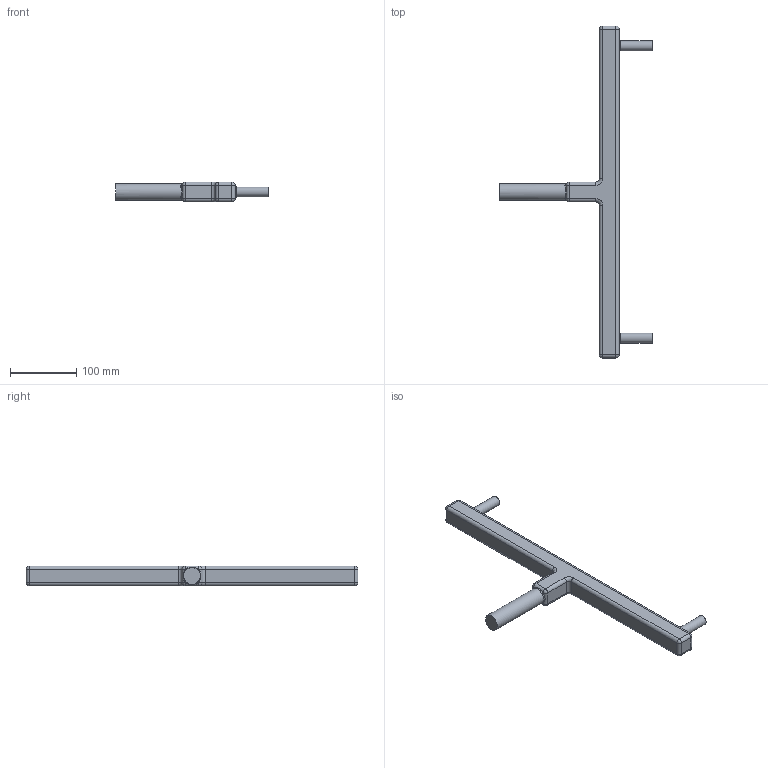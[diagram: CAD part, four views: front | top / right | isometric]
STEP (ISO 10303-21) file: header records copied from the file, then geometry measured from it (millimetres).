
FILE_DESCRIPTION(/* description */ ('STEP AP242','CAx-IF Rec.Pracs.---Representation and Presentation of Product Manufacturing Information (PMI)---4.0---2014-10-13','CAx-IF Rec.Pracs.---3D Tessellated Geometry---0.4---2014-09-14','2;1'),/* implementation_level */ '2;1');
FILE_NAME(/* name */ '658c6de037acae541843e6b5',/* time_stamp */ '2023-12-27T18:33:05Z',/* author */ (''),/* organization */ (''),/* preprocessor_version */ 'ST-DEVELOPER v19.4',/* originating_system */ ' ',/* authorisation */ ' ');
FILE_SCHEMA (('AP242_MANAGED_MODEL_BASED_3D_ENGINEERING_MIM_LF { 1 0 10303 442 1 1 4 }'));
Length unit declared in the file: metre
Products named in the file (1): horizontal rod
Bounding box: 230 x 500 x 30 mm (x, y, z)
Volume: 549058 mm3; surface area: 74793.2 mm2
Topology: 1 solids, 1 shells, 65 faces, 145 edges, 72 vertices
Faces by surface type: cylinder 27, plane 12, sphere 12, bspline 8, torus 6
Full cylindrical faces by diameter (mm): 15 x2, 25 x1
Entity records: 1842 total; most frequent: CARTESIAN_POINT 508, DIRECTION 294, ORIENTED_EDGE 254, EDGE_CURVE 127, AXIS2_PLACEMENT_3D 125, EDGE_LOOP 72, FACE_BOUND 72, VERTEX_POINT 71
